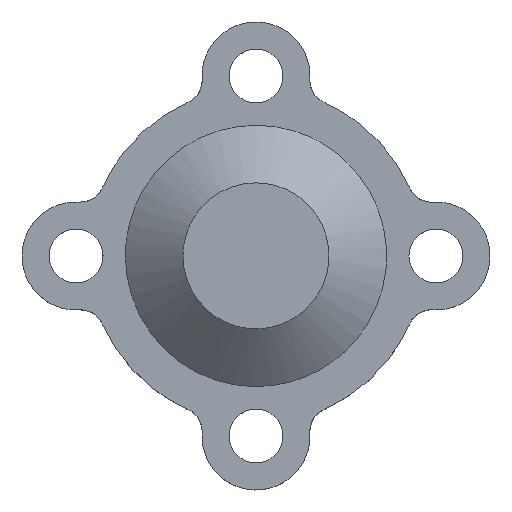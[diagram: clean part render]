
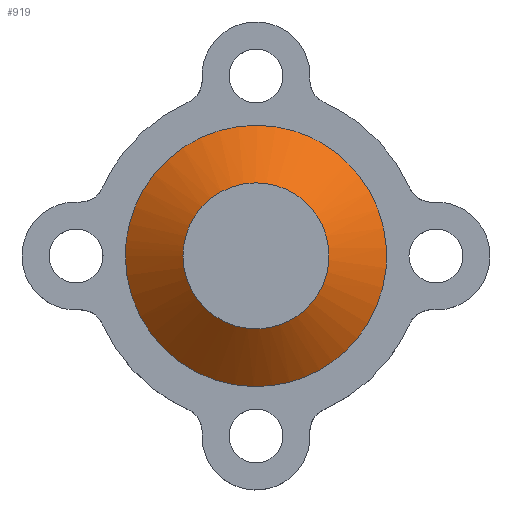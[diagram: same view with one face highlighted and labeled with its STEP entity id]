
A CAD part, top view. The second image highlights one B-rep face of the part: STEP entity #919.
In plain terms, the highlighted free-form (B-spline) face has degree [2, 1] with [9, 2] control points.
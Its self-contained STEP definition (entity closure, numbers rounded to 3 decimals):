
#621 = EDGE_CURVE('',#622,#622,#624,.T.);
#622 = VERTEX_POINT('',#623);
#623 = CARTESIAN_POINT('',(-27.406,0.,
    10.07));
#624 = ( BOUNDED_CURVE() B_SPLINE_CURVE(2,(#625,#626,#627,#628,#629,#630
,#631),.UNSPECIFIED.,.T.,.F.) B_SPLINE_CURVE_WITH_KNOTS((3,2,2,3),(
    3.142,5.236,7.33,9.425),
.PIECEWISE_BEZIER_KNOTS.) CURVE() GEOMETRIC_REPRESENTATION_ITEM() 
RATIONAL_B_SPLINE_CURVE((1.,0.5,1.,0.5,1.,0.5,1.)) REPRESENTATION_ITEM(
  '') );
#625 = CARTESIAN_POINT('',(-27.406,0.,
    10.07));
#626 = CARTESIAN_POINT('',(-27.406,-47.468,
    10.07));
#627 = CARTESIAN_POINT('',(13.703,-23.734,
    10.07));
#628 = CARTESIAN_POINT('',(54.812,0.,
    10.07));
#629 = CARTESIAN_POINT('',(13.703,23.734,
    10.07));
#630 = CARTESIAN_POINT('',(-27.406,47.468,
    10.07));
#631 = CARTESIAN_POINT('',(-27.406,0.,
    10.07));
#919 = ADVANCED_FACE('',(#920),#941,.T.);
#920 = FACE_BOUND('',#921,.T.);
#921 = EDGE_LOOP('',(#922,#934,#939,#940));
#922 = ORIENTED_EDGE('',*,*,#923,.F.);
#923 = EDGE_CURVE('',#924,#924,#926,.T.);
#924 = VERTEX_POINT('',#925);
#925 = CARTESIAN_POINT('',(-15.322,0.,
    20.14));
#926 = ( BOUNDED_CURVE() B_SPLINE_CURVE(2,(#927,#928,#929,#930,#931,#932
,#933),.UNSPECIFIED.,.T.,.F.) B_SPLINE_CURVE_WITH_KNOTS((3,2,2,3),(
    3.142,5.236,7.33,9.425),
.PIECEWISE_BEZIER_KNOTS.) CURVE() GEOMETRIC_REPRESENTATION_ITEM() 
RATIONAL_B_SPLINE_CURVE((1.,0.5,1.,0.5,1.,0.5,1.)) REPRESENTATION_ITEM(
  '') );
#927 = CARTESIAN_POINT('',(-15.322,0.,
    20.14));
#928 = CARTESIAN_POINT('',(-15.322,-26.538,
    20.14));
#929 = CARTESIAN_POINT('',(7.661,-13.269,20.14
    ));
#930 = CARTESIAN_POINT('',(30.644,0.,
    20.14));
#931 = CARTESIAN_POINT('',(7.661,13.269,20.14
    ));
#932 = CARTESIAN_POINT('',(-15.322,26.538,
    20.14));
#933 = CARTESIAN_POINT('',(-15.322,0.,
    20.14));
#934 = ORIENTED_EDGE('',*,*,#935,.T.);
#935 = EDGE_CURVE('',#924,#622,#936,.T.);
#936 = B_SPLINE_CURVE_WITH_KNOTS('',1,(#937,#938),.UNSPECIFIED.,.F.,.F.,
  (2,2),(-6.248,6.248),.PIECEWISE_BEZIER_KNOTS.);
#937 = CARTESIAN_POINT('',(-15.322,0.,
    20.14));
#938 = CARTESIAN_POINT('',(-27.406,0.,
    10.07));
#939 = ORIENTED_EDGE('',*,*,#621,.T.);
#940 = ORIENTED_EDGE('',*,*,#935,.F.);
#941 = ( BOUNDED_SURFACE() B_SPLINE_SURFACE(2,1,(
    (#942,#943)
    ,(#944,#945)
    ,(#946,#947)
    ,(#948,#949)
    ,(#950,#951)
    ,(#952,#953)
    ,(#954,#955)
    ,(#956,#957)
,(#958,#959
    )),.UNSPECIFIED.,.T.,.F.,.F.) B_SPLINE_SURFACE_WITH_KNOTS((3,2,2,2,3
    ),(2,2),(3.142,4.189,6.283,8.378,
    9.425),(-6.248,6.248),.UNSPECIFIED.) 
GEOMETRIC_REPRESENTATION_ITEM() RATIONAL_B_SPLINE_SURFACE((
    (0.75,0.75)
    ,(0.75,0.75)
    ,(1.,1.)
    ,(0.5,0.5)
    ,(1.,1.)
    ,(0.5,0.5)
    ,(1.,1.)
    ,(0.75,0.75)
,(0.75,0.75))) REPRESENTATION_ITEM('') SURFACE() );
#942 = CARTESIAN_POINT('',(-15.322,0.,20.14));
#943 = CARTESIAN_POINT('',(-27.406,0.,10.07));
#944 = CARTESIAN_POINT('',(-15.322,8.846,
    20.14));
#945 = CARTESIAN_POINT('',(-27.406,15.823,
    10.07));
#946 = CARTESIAN_POINT('',(-7.661,13.269,
    20.14));
#947 = CARTESIAN_POINT('',(-13.703,23.734,
    10.07));
#948 = CARTESIAN_POINT('',(15.322,26.538,
    20.14));
#949 = CARTESIAN_POINT('',(27.406,47.468,
    10.07));
#950 = CARTESIAN_POINT('',(15.322,0.,20.14));
#951 = CARTESIAN_POINT('',(27.406,0.,10.07));
#952 = CARTESIAN_POINT('',(15.322,-26.538,
    20.14));
#953 = CARTESIAN_POINT('',(27.406,-47.468,10.07
    ));
#954 = CARTESIAN_POINT('',(-7.661,-13.269,
    20.14));
#955 = CARTESIAN_POINT('',(-13.703,-23.734,
    10.07));
#956 = CARTESIAN_POINT('',(-15.322,-8.846,
    20.14));
#957 = CARTESIAN_POINT('',(-27.406,-15.823,
    10.07));
#958 = CARTESIAN_POINT('',(-15.322,0.,20.14));
#959 = CARTESIAN_POINT('',(-27.406,0.,10.07));
